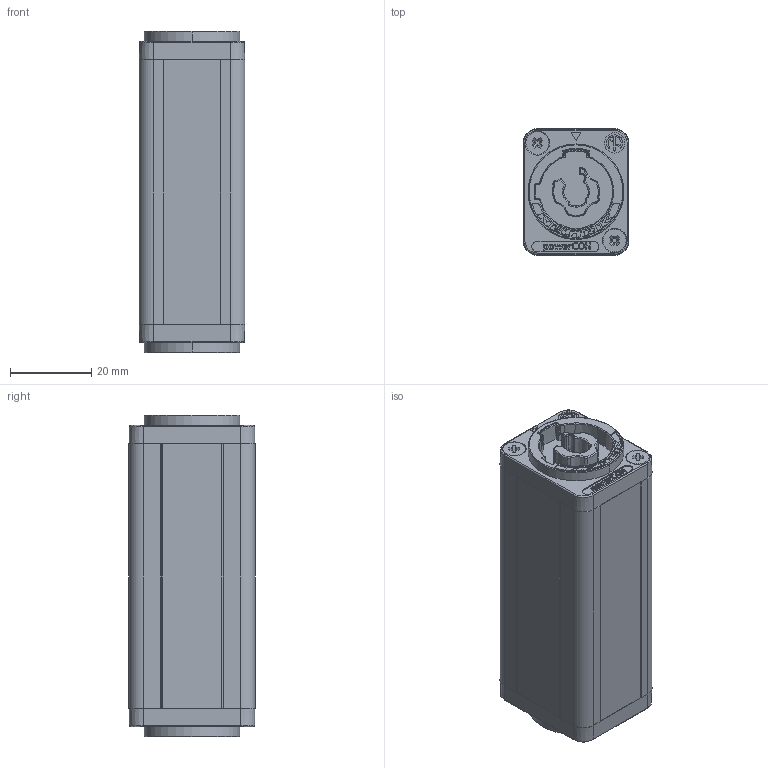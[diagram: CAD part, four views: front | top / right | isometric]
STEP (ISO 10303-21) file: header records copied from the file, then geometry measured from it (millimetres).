
FILE_DESCRIPTION((''),'2;1');
FILE_NAME('30009274','2023-07-19T10:49:08',('SYSTEM'),(''),'CREO PARAMETRIC BY PTC INC, 2021184','CREO PARAMETRIC BY PTC INC, 2021184','');
FILE_SCHEMA(('CONFIG_CONTROL_DESIGN'));
Length unit declared in the file: millimetre
Products named in the file (1): 30009274
Bounding box: 26 x 31 x 79.1 mm (x, y, z)
Volume: 58641.2 mm3; surface area: 11576.4 mm2
Topology: 1 solids, 9 shells, 1176 faces, 2968 edges, 1878 vertices
Faces by surface type: plane 426, extrusion 228, cylinder 174, bspline 136, cone 112, torus 78, sphere 22
Entity records: 43817 total; most frequent: CARTESIAN_POINT 17431, ORIENTED_EDGE 5932, DIRECTION 4550, EDGE_CURVE 2966, VERTEX_POINT 1878, VECTOR 1566, AXIS2_PLACEMENT_3D 1492, LINE 1338
